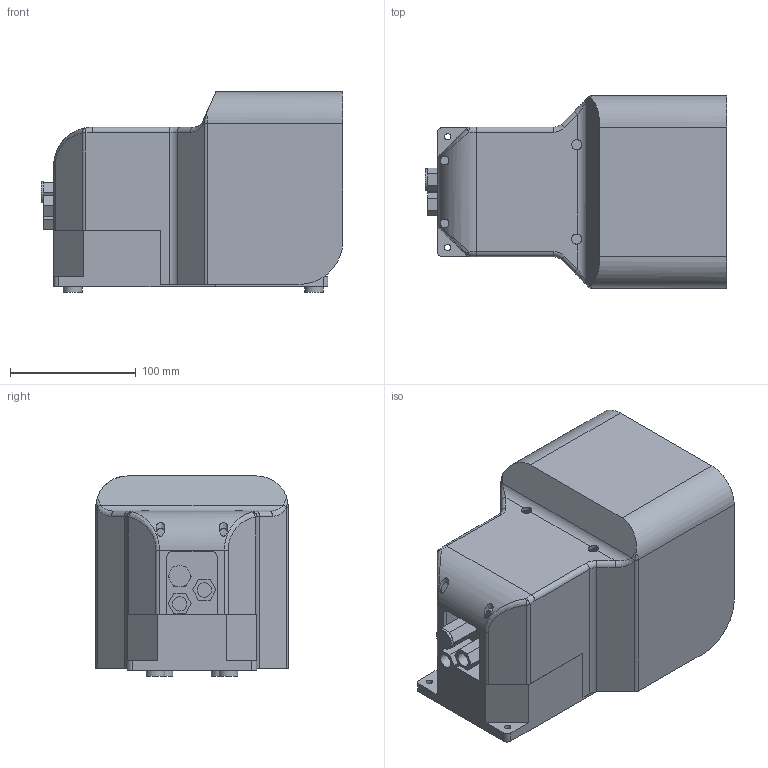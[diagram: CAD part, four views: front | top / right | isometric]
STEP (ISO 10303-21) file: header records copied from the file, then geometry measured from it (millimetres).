
FILE_DESCRIPTION((''),'2;1');
FILE_NAME('214_32_10_1-1.stp','2006-12-19T11:35:04',('rivolro1'),(''),'Autodesk Inventor 11','Autodesk Inventor 11','');
FILE_SCHEMA(('AUTOMOTIVE_DESIGN { 1 0 10303 214 1 1 1 1 }'));
Length unit declared in the file: millimetre
Products named in the file (3): 214_32_10_1-1; 214_32_10_1-1(B); 214_32_10_1-1(A)
Assembly tree (2 placements, depth 2):
  214_32_10_1-1
    214_32_10_1-1(B)
    214_32_10_1-1(A)
Bounding box: 240 x 153 x 159 mm (x, y, z)
Volume: 1070313.8 mm3; surface area: 302755.4 mm2
Topology: 2 solids, 3 shells, 223 faces, 577 edges, 366 vertices
Faces by surface type: plane 128, cylinder 58, bspline 25, torus 8, sphere 4
Full cylindrical faces by diameter (mm): 5 x2, 15 x5, 17 x1
Entity records: 7808 total; most frequent: CARTESIAN_POINT 2309, DIRECTION 1120, ORIENTED_EDGE 1118, EDGE_CURVE 559, AXIS2_PLACEMENT_3D 376, VECTOR 368, LINE 368, VERTEX_POINT 363
